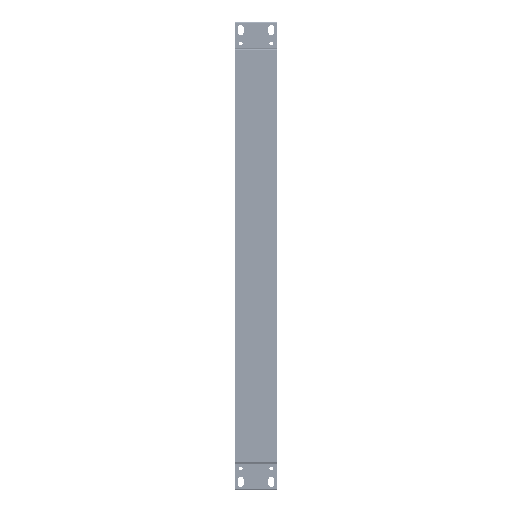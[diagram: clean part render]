
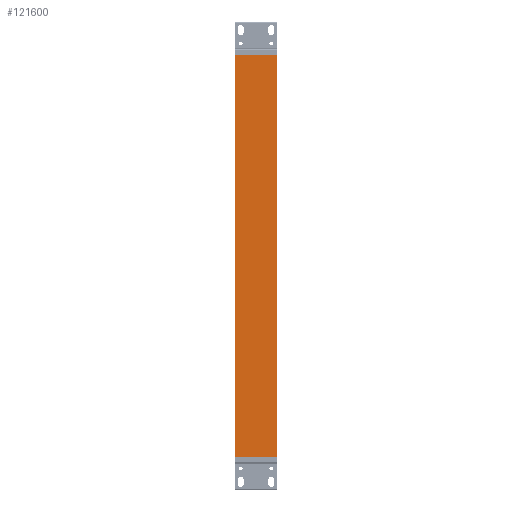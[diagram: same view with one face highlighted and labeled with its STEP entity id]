
A CAD part, left-side view. The second image highlights one B-rep face of the part: STEP entity #121600.
In plain terms, the highlighted planar face has unit normal (-1, 0, 0).
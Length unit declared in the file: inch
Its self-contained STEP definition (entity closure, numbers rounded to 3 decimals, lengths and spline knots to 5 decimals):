
#222 = CARTESIAN_POINT ( 'NONE',  ( 0., 0.86, 0. ) ) ;
#11429 = EDGE_CURVE ( 'NONE', #61038, #18882, #215978, .T. ) ;
#12656 = CARTESIAN_POINT ( 'NONE',  ( 0., 0.86, -8.1752 ) ) ;
#17019 = FACE_OUTER_BOUND ( 'NONE', #50113, .T. ) ;
#18882 = VERTEX_POINT ( 'NONE', #204324 ) ;
#26007 = VECTOR ( 'NONE', #199996, 39.37008 ) ;
#28384 = VERTEX_POINT ( 'NONE', #155900 ) ;
#28621 = DIRECTION ( 'NONE',  ( 0., 1., 0. ) ) ;
#31377 = CARTESIAN_POINT ( 'NONE',  ( 0., 0.86, 8.1752 ) ) ;
#40700 = DIRECTION ( 'NONE',  ( 0., 0., -1. ) ) ;
#50113 = EDGE_LOOP ( 'NONE', ( #60991, #180425, #102156, #135603 ) ) ;
#60991 = ORIENTED_EDGE ( 'NONE', *, *, #138986, .T. ) ;
#61038 = VERTEX_POINT ( 'NONE', #206710 ) ;
#63193 = DIRECTION ( 'NONE',  ( 0., 0., 1. ) ) ;
#73069 = LINE ( 'NONE', #159889, #175726 ) ;
#80955 = LINE ( 'NONE', #183455, #193898 ) ;
#83591 = EDGE_CURVE ( 'NONE', #182144, #28384, #73069, .T. ) ;
#96506 = CARTESIAN_POINT ( 'NONE',  ( 0., -0.86, 0. ) ) ;
#102156 = ORIENTED_EDGE ( 'NONE', *, *, #169577, .T. ) ;
#120525 = PLANE ( 'NONE',  #160955 ) ;
#121600 = ADVANCED_FACE ( 'NONE', ( #17019 ), #120525, .T. ) ;
#125084 = VECTOR ( 'NONE', #63193, 39.37008 ) ;
#130708 = LINE ( 'NONE', #12656, #26007 ) ;
#135603 = ORIENTED_EDGE ( 'NONE', *, *, #83591, .T. ) ;
#137253 = DIRECTION ( 'NONE',  ( 0., 0., -1. ) ) ;
#138986 = EDGE_CURVE ( 'NONE', #28384, #61038, #130708, .T. ) ;
#155900 = CARTESIAN_POINT ( 'NONE',  ( 0., 0.86, -8.1752 ) ) ;
#159889 = CARTESIAN_POINT ( 'NONE',  ( 0., 0.86, 0. ) ) ;
#160955 = AXIS2_PLACEMENT_3D ( 'NONE', #222, #204339, #137253 ) ;
#169577 = EDGE_CURVE ( 'NONE', #18882, #182144, #80955, .T. ) ;
#175726 = VECTOR ( 'NONE', #40700, 39.37008 ) ;
#180425 = ORIENTED_EDGE ( 'NONE', *, *, #11429, .T. ) ;
#182144 = VERTEX_POINT ( 'NONE', #31377 ) ;
#183455 = CARTESIAN_POINT ( 'NONE',  ( 0., 0.86, 8.1752 ) ) ;
#193898 = VECTOR ( 'NONE', #28621, 39.37008 ) ;
#199996 = DIRECTION ( 'NONE',  ( 0., -1., 0. ) ) ;
#204324 = CARTESIAN_POINT ( 'NONE',  ( 0., -0.86, 8.1752 ) ) ;
#204339 = DIRECTION ( 'NONE',  ( -1., 0., 0. ) ) ;
#206710 = CARTESIAN_POINT ( 'NONE',  ( 0., -0.86, -8.1752 ) ) ;
#215978 = LINE ( 'NONE', #96506, #125084 ) ;
